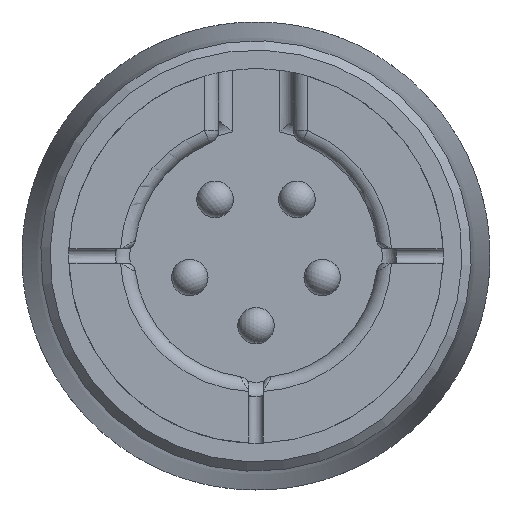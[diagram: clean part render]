
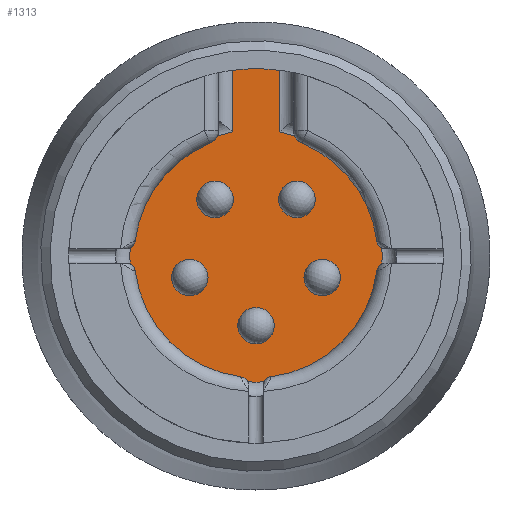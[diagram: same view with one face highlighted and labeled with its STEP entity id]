
A CAD part, left-side view. The second image highlights one B-rep face of the part: STEP entity #1313.
In plain terms, the highlighted planar face has unit normal (-1, 0, 0).
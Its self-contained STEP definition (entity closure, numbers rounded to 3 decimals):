
#1313=ADVANCED_FACE('',(#2797,#2798,#2799,#2800,#2801,#2802),#1662,.F.);
#1662=PLANE('',#8505);
#2208=LINE('',#13830,#2765);
#2209=LINE('',#13831,#2766);
#2765=VECTOR('',#10597,1.);
#2766=VECTOR('',#10598,1.);
#2797=FACE_BOUND('',#3241,.T.);
#2798=FACE_BOUND('',#3242,.T.);
#2799=FACE_BOUND('',#3243,.T.);
#2800=FACE_BOUND('',#3244,.T.);
#2801=FACE_BOUND('',#3245,.T.);
#2802=FACE_BOUND('',#3246,.T.);
#3241=EDGE_LOOP('',(#5404));
#3242=EDGE_LOOP('',(#5405));
#3243=EDGE_LOOP('',(#5406));
#3244=EDGE_LOOP('',(#5407));
#3245=EDGE_LOOP('',(#5408));
#3246=EDGE_LOOP('',(#5409,#5410,#5411,#5412));
#5404=ORIENTED_EDGE('',*,*,#7361,.T.);
#5405=ORIENTED_EDGE('',*,*,#7362,.T.);
#5406=ORIENTED_EDGE('',*,*,#7363,.T.);
#5407=ORIENTED_EDGE('',*,*,#7364,.T.);
#5408=ORIENTED_EDGE('',*,*,#7365,.T.);
#5409=ORIENTED_EDGE('',*,*,#7262,.F.);
#5410=ORIENTED_EDGE('',*,*,#7366,.T.);
#5411=ORIENTED_EDGE('',*,*,#7358,.T.);
#5412=ORIENTED_EDGE('',*,*,#7367,.T.);
#6179=VERTEX_POINT('',#13296);
#6180=VERTEX_POINT('',#13298);
#6250=VERTEX_POINT('',#13805);
#6251=VERTEX_POINT('',#13806);
#6252=VERTEX_POINT('',#13821);
#6253=VERTEX_POINT('',#13823);
#6254=VERTEX_POINT('',#13825);
#6255=VERTEX_POINT('',#13827);
#6256=VERTEX_POINT('',#13829);
#7262=EDGE_CURVE('',#6179,#6180,#7711,.T.);
#7358=EDGE_CURVE('',#6250,#6251,#7735,.T.);
#7361=EDGE_CURVE('',#6252,#6252,#7736,.T.);
#7362=EDGE_CURVE('',#6253,#6253,#7737,.T.);
#7363=EDGE_CURVE('',#6254,#6254,#7738,.T.);
#7364=EDGE_CURVE('',#6255,#6255,#7739,.T.);
#7365=EDGE_CURVE('',#6256,#6256,#7740,.T.);
#7366=EDGE_CURVE('',#6179,#6250,#2208,.T.);
#7367=EDGE_CURVE('',#6251,#6180,#2209,.T.);
#7711=CIRCLE('',#8447,4.);
#7735=CIRCLE('',#8498,2.7);
#7736=CIRCLE('',#8500,0.39);
#7737=CIRCLE('',#8501,0.39);
#7738=CIRCLE('',#8502,0.39);
#7739=CIRCLE('',#8503,0.39);
#7740=CIRCLE('',#8504,0.39);
#8447=AXIS2_PLACEMENT_3D('',#13297,#10440,#10441);
#8498=AXIS2_PLACEMENT_3D('',#13804,#10583,#10584);
#8500=AXIS2_PLACEMENT_3D('',#13820,#10587,#10588);
#8501=AXIS2_PLACEMENT_3D('',#13822,#10589,#10590);
#8502=AXIS2_PLACEMENT_3D('',#13824,#10591,#10592);
#8503=AXIS2_PLACEMENT_3D('',#13826,#10593,#10594);
#8504=AXIS2_PLACEMENT_3D('',#13828,#10595,#10596);
#8505=AXIS2_PLACEMENT_3D('',#13832,#10599,#10600);
#10440=DIRECTION('',(1.,0.,0.));
#10441=DIRECTION('',(0.,0.,1.));
#10583=DIRECTION('',(-1.,0.,0.));
#10584=DIRECTION('',(0.,0.,-1.));
#10587=DIRECTION('',(1.,0.,0.));
#10588=DIRECTION('',(0.,0.,-1.));
#10589=DIRECTION('',(1.,0.,0.));
#10590=DIRECTION('',(0.,0.,-1.));
#10591=DIRECTION('',(1.,0.,0.));
#10592=DIRECTION('',(0.,0.,-1.));
#10593=DIRECTION('',(1.,0.,0.));
#10594=DIRECTION('',(0.,0.,-1.));
#10595=DIRECTION('',(1.,0.,0.));
#10596=DIRECTION('',(0.,0.,-1.));
#10597=DIRECTION('',(0.,0.,-1.));
#10598=DIRECTION('',(0.,0.,1.));
#10599=DIRECTION('',(1.,0.,0.));
#10600=DIRECTION('',(0.,0.,-1.));
#13296=CARTESIAN_POINT('',(4.5,0.5,3.969));
#13297=CARTESIAN_POINT('',(4.5,0.,0.));
#13298=CARTESIAN_POINT('',(4.5,-0.5,3.969));
#13804=CARTESIAN_POINT('',(4.5,0.,0.));
#13805=CARTESIAN_POINT('',(4.5,0.5,2.653));
#13806=CARTESIAN_POINT('',(4.5,-0.5,2.653));
#13820=CARTESIAN_POINT('',(4.5,1.415,-0.46));
#13821=CARTESIAN_POINT('',(4.5,1.415,-0.85));
#13822=CARTESIAN_POINT('',(4.5,0.,-1.49));
#13823=CARTESIAN_POINT('',(4.5,0.,-1.88));
#13824=CARTESIAN_POINT('',(4.5,-1.415,-0.46));
#13825=CARTESIAN_POINT('',(4.5,-1.415,-0.85));
#13826=CARTESIAN_POINT('',(4.5,-0.875,1.21));
#13827=CARTESIAN_POINT('',(4.5,-0.875,0.82));
#13828=CARTESIAN_POINT('',(4.5,0.875,1.21));
#13829=CARTESIAN_POINT('',(4.5,0.875,0.82));
#13830=CARTESIAN_POINT('',(4.5,0.5,0.));
#13831=CARTESIAN_POINT('',(4.5,-0.5,0.));
#13832=CARTESIAN_POINT('',(4.5,0.,0.));
